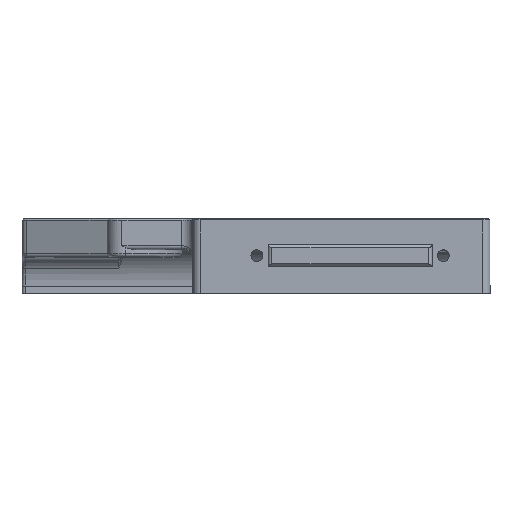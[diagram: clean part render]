
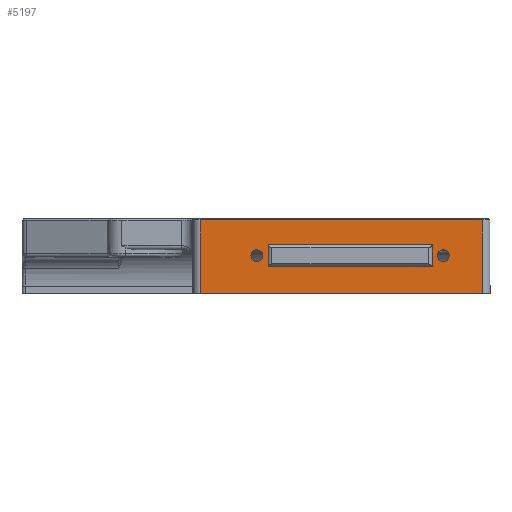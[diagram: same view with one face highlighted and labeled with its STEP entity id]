
A CAD part, top view. The second image highlights one B-rep face of the part: STEP entity #5197.
In plain terms, the highlighted planar face has unit normal (0, 0, 1).
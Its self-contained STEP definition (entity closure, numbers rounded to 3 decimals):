
#50=FACE_BOUND('',#1762,.T.);
#51=FACE_BOUND('',#1763,.T.);
#52=FACE_BOUND('',#1764,.T.);
#173=PLANE('',#5535);
#281=CIRCLE('',#5480,1.6);
#288=CIRCLE('',#5495,1.6);
#657=LINE('',#12044,#1053);
#680=LINE('',#12124,#1076);
#682=LINE('',#12132,#1078);
#689=LINE('',#12158,#1085);
#692=LINE('',#12221,#1088);
#693=LINE('',#12224,#1089);
#699=LINE('',#12274,#1095);
#700=LINE('',#12275,#1096);
#1053=VECTOR('',#6352,10.);
#1076=VECTOR('',#6441,10.);
#1078=VECTOR('',#6451,10.);
#1085=VECTOR('',#6472,10.);
#1088=VECTOR('',#6497,10.);
#1089=VECTOR('',#6502,10.);
#1095=VECTOR('',#6576,10.);
#1096=VECTOR('',#6577,10.);
#1446=FACE_OUTER_BOUND('',#1761,.T.);
#1761=EDGE_LOOP('',(#4765,#4766,#4767,#4768));
#1762=EDGE_LOOP('',(#4769));
#1763=EDGE_LOOP('',(#4770,#4771,#4772,#4773));
#1764=EDGE_LOOP('',(#4774));
#2434=VERTEX_POINT('',#12038);
#2435=VERTEX_POINT('',#12042);
#2458=VERTEX_POINT('',#12121);
#2459=VERTEX_POINT('',#12123);
#2460=VERTEX_POINT('',#12127);
#2461=VERTEX_POINT('',#12131);
#2466=VERTEX_POINT('',#12156);
#2467=VERTEX_POINT('',#12207);
#2472=VERTEX_POINT('',#12218);
#2473=VERTEX_POINT('',#12220);
#3156=EDGE_CURVE('',#2434,#2435,#657,.T.);
#3196=EDGE_CURVE('',#2459,#2458,#680,.T.);
#3198=EDGE_CURVE('',#2460,#2460,#281,.T.);
#3200=EDGE_CURVE('',#2435,#2461,#682,.T.);
#3211=EDGE_CURVE('',#2466,#2434,#689,.T.);
#3215=EDGE_CURVE('',#2467,#2467,#288,.T.);
#3221=EDGE_CURVE('',#2473,#2472,#692,.T.);
#3223=EDGE_CURVE('',#2472,#2459,#693,.T.);
#3244=EDGE_CURVE('',#2461,#2466,#699,.T.);
#3245=EDGE_CURVE('',#2458,#2473,#700,.T.);
#4765=ORIENTED_EDGE('',*,*,#3156,.F.);
#4766=ORIENTED_EDGE('',*,*,#3211,.F.);
#4767=ORIENTED_EDGE('',*,*,#3244,.F.);
#4768=ORIENTED_EDGE('',*,*,#3200,.F.);
#4769=ORIENTED_EDGE('',*,*,#3198,.T.);
#4770=ORIENTED_EDGE('',*,*,#3223,.T.);
#4771=ORIENTED_EDGE('',*,*,#3196,.T.);
#4772=ORIENTED_EDGE('',*,*,#3245,.T.);
#4773=ORIENTED_EDGE('',*,*,#3221,.T.);
#4774=ORIENTED_EDGE('',*,*,#3215,.T.);
#5197=ADVANCED_FACE('',(#1446,#50,#51,#52),#173,.T.);
#5480=AXIS2_PLACEMENT_3D('',#12128,#6446,#6447);
#5495=AXIS2_PLACEMENT_3D('',#12208,#6485,#6486);
#5535=AXIS2_PLACEMENT_3D('',#12273,#6574,#6575);
#6352=DIRECTION('',(1.,0.,0.));
#6441=DIRECTION('',(0.,-1.,0.));
#6446=DIRECTION('center_axis',(0.,0.,
-1.));
#6447=DIRECTION('ref_axis',(-1.,0.,0.));
#6451=DIRECTION('',(0.,-1.,0.));
#6472=DIRECTION('',(0.,1.,0.));
#6485=DIRECTION('center_axis',(0.,0.,
-1.));
#6486=DIRECTION('ref_axis',(-1.,0.,0.));
#6497=DIRECTION('',(0.,1.,0.));
#6502=DIRECTION('',(1.,0.,0.));
#6574=DIRECTION('center_axis',(0.,0.,
1.));
#6575=DIRECTION('ref_axis',(1.,0.,0.));
#6576=DIRECTION('',(-1.,0.,0.));
#6577=DIRECTION('',(-1.,0.,0.));
#12038=CARTESIAN_POINT('',(14.8,-18.4,-58.096));
#12042=CARTESIAN_POINT('',(90.5,-18.4,-58.096));
#12044=CARTESIAN_POINT('',(21.4,-18.4,-58.096));
#12121=CARTESIAN_POINT('',(77.,-31.,-58.096));
#12123=CARTESIAN_POINT('',(77.,-25.,-58.096));
#12124=CARTESIAN_POINT('',(77.,-34.5,-58.096));
#12127=CARTESIAN_POINT('',(81.6,-28.,-58.096));
#12128=CARTESIAN_POINT('Origin',(80.,-28.,-58.096));
#12131=CARTESIAN_POINT('',(90.5,-38.,-58.096));
#12132=CARTESIAN_POINT('',(90.5,-38.,-58.096));
#12156=CARTESIAN_POINT('',(14.8,-38.,-58.096));
#12158=CARTESIAN_POINT('',(14.8,-28.,-58.096));
#12207=CARTESIAN_POINT('',(31.6,-28.,-58.096));
#12208=CARTESIAN_POINT('Origin',(30.,-28.,-58.096));
#12218=CARTESIAN_POINT('',(33.,-25.,-58.096));
#12220=CARTESIAN_POINT('',(33.,-31.,-58.096));
#12221=CARTESIAN_POINT('',(33.,-31.5,-58.096));
#12224=CARTESIAN_POINT('',(33.9,-25.,-58.096));
#12273=CARTESIAN_POINT('Origin',(15.8,-38.,-58.096));
#12274=CARTESIAN_POINT('',(69.5,-38.,-58.096));
#12275=CARTESIAN_POINT('',(24.4,-31.,-58.096));
